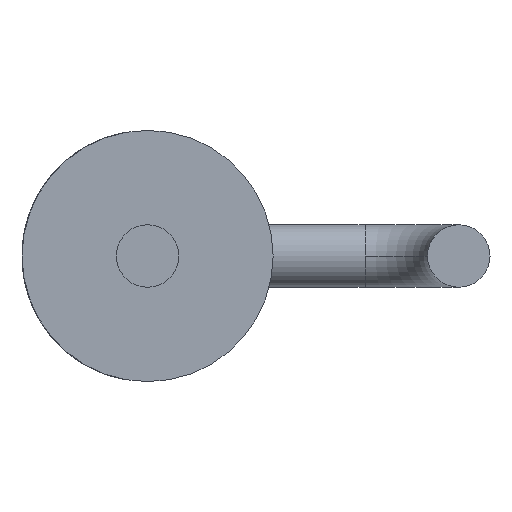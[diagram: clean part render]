
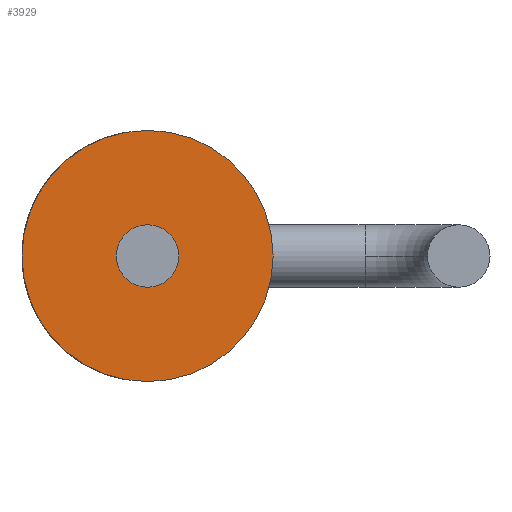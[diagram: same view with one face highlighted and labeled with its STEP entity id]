
A CAD part, front view. The second image highlights one B-rep face of the part: STEP entity #3929.
In plain terms, the highlighted planar face has unit normal (0, -1, 0).
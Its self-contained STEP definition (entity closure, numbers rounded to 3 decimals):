
#16 = DIRECTION ( 'NONE',  ( 0., 1., 0. ) ) ;
#341 = ORIENTED_EDGE ( 'NONE', *, *, #976, .F. ) ;
#386 = CARTESIAN_POINT ( 'NONE',  ( -0.51, 1., 0. ) ) ;
#457 = DIRECTION ( 'NONE',  ( 0., 1., 0. ) ) ;
#606 = DIRECTION ( 'NONE',  ( 0., -1., 0. ) ) ;
#653 = EDGE_CURVE ( 'NONE', #3394, #3983, #3895, .T. ) ;
#747 = FACE_BOUND ( 'NONE', #2526, .T. ) ;
#976 = EDGE_CURVE ( 'NONE', #1815, #1491, #3261, .T. ) ;
#1111 = FACE_OUTER_BOUND ( 'NONE', #1357, .T. ) ;
#1155 = CARTESIAN_POINT ( 'NONE',  ( 0.51, 1., 0. ) ) ;
#1330 = CARTESIAN_POINT ( 'NONE',  ( 0., 1., 2.05 ) ) ;
#1357 = EDGE_LOOP ( 'NONE', ( #2067, #341 ) ) ;
#1491 = VERTEX_POINT ( 'NONE', #1519 ) ;
#1519 = CARTESIAN_POINT ( 'NONE',  ( 0., 1., -2.05 ) ) ;
#1554 = DIRECTION ( 'NONE',  ( 0., 0., 1. ) ) ;
#1627 = ORIENTED_EDGE ( 'NONE', *, *, #653, .F. ) ;
#1749 = DIRECTION ( 'NONE',  ( 0., 0., 1. ) ) ;
#1761 = DIRECTION ( 'NONE',  ( 0., 1., 0. ) ) ;
#1801 = ORIENTED_EDGE ( 'NONE', *, *, #3673, .F. ) ;
#1815 = VERTEX_POINT ( 'NONE', #1330 ) ;
#1921 = AXIS2_PLACEMENT_3D ( 'NONE', #2858, #4176, #2480 ) ;
#2067 = ORIENTED_EDGE ( 'NONE', *, *, #4193, .F. ) ;
#2084 = CIRCLE ( 'NONE', #3559, 2.05 ) ;
#2207 = CIRCLE ( 'NONE', #3609, 0.51 ) ;
#2480 = DIRECTION ( 'NONE',  ( 0., 0., 1. ) ) ;
#2526 = EDGE_LOOP ( 'NONE', ( #1627, #1801 ) ) ;
#2591 = CARTESIAN_POINT ( 'NONE',  ( 0., 1., 0. ) ) ;
#2858 = CARTESIAN_POINT ( 'NONE',  ( 0., 1., 0. ) ) ;
#3143 = CARTESIAN_POINT ( 'NONE',  ( 0., 1., 0. ) ) ;
#3261 = CIRCLE ( 'NONE', #3702, 2.05 ) ;
#3308 = DIRECTION ( 'NONE',  ( 0., 0., 1. ) ) ;
#3386 = CARTESIAN_POINT ( 'NONE',  ( 0., 1., 0. ) ) ;
#3394 = VERTEX_POINT ( 'NONE', #1155 ) ;
#3559 = AXIS2_PLACEMENT_3D ( 'NONE', #3143, #1761, #3917 ) ;
#3584 = CARTESIAN_POINT ( 'NONE',  ( 0., 1., 0. ) ) ;
#3609 = AXIS2_PLACEMENT_3D ( 'NONE', #3386, #606, #1554 ) ;
#3673 = EDGE_CURVE ( 'NONE', #3983, #3394, #2207, .T. ) ;
#3702 = AXIS2_PLACEMENT_3D ( 'NONE', #2591, #457, #3308 ) ;
#3895 = CIRCLE ( 'NONE', #1921, 0.51 ) ;
#3917 = DIRECTION ( 'NONE',  ( 0., 0., 1. ) ) ;
#3929 = ADVANCED_FACE ( 'NONE', ( #747, #1111 ), #4261, .F. ) ;
#3983 = VERTEX_POINT ( 'NONE', #386 ) ;
#4176 = DIRECTION ( 'NONE',  ( 0., -1., 0. ) ) ;
#4193 = EDGE_CURVE ( 'NONE', #1491, #1815, #2084, .T. ) ;
#4261 = PLANE ( 'NONE',  #4343 ) ;
#4343 = AXIS2_PLACEMENT_3D ( 'NONE', #3584, #16, #1749 ) ;
